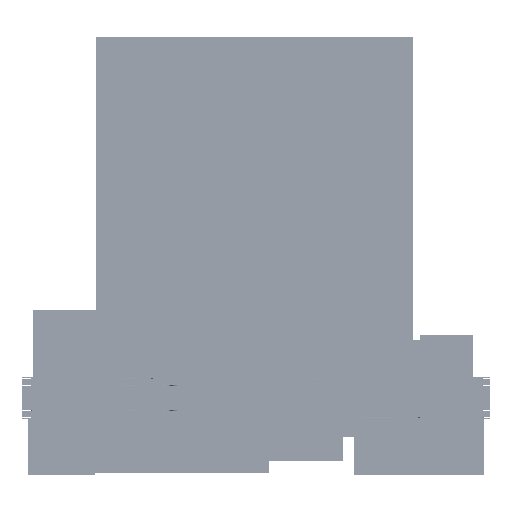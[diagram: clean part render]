
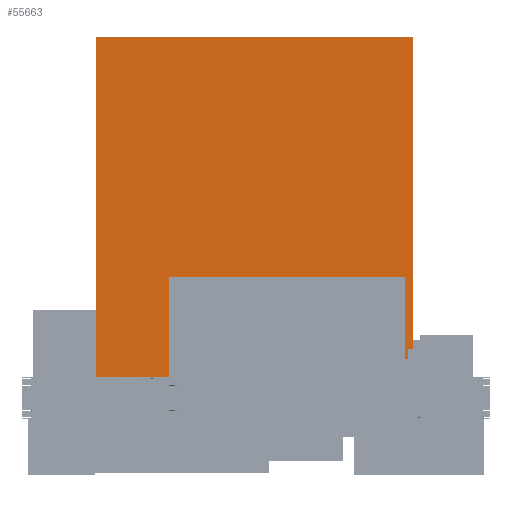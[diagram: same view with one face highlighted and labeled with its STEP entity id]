
A CAD part, left-side view. The second image highlights one B-rep face of the part: STEP entity #55663.
In plain terms, the highlighted planar face has unit normal (-1, 0, 0).
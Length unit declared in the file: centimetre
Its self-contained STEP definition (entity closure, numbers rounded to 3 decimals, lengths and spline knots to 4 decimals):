
#11447 = VECTOR ( 'NONE', #141062, 100. ) ;
#16234 = VERTEX_POINT ( 'NONE', #175620 ) ;
#28044 = DIRECTION ( 'NONE',  ( 0., 1., 0. ) ) ;
#31286 = ORIENTED_EDGE ( 'NONE', *, *, #153721, .F. ) ;
#36015 = CARTESIAN_POINT ( 'NONE',  ( -0.0533, 7.1501, 0. ) ) ;
#44207 = CARTESIAN_POINT ( 'NONE',  ( -0.0533, 7.1501, 0. ) ) ;
#44432 = EDGE_LOOP ( 'NONE', ( #125255, #31286, #66329, #188370 ) ) ;
#55663 = ADVANCED_FACE ( 'NONE', ( #229817 ), #114182, .F. ) ;
#62507 = CARTESIAN_POINT ( 'NONE',  ( -0.0533, 7.1501, 0. ) ) ;
#66329 = ORIENTED_EDGE ( 'NONE', *, *, #160975, .T. ) ;
#83981 = CARTESIAN_POINT ( 'NONE',  ( -0.0533, 7.1501, 1.015 ) ) ;
#85009 = VECTOR ( 'NONE', #204866, 100. ) ;
#94347 = DIRECTION ( 'NONE',  ( 0., 0., -1. ) ) ;
#98007 = DIRECTION ( 'NONE',  ( 1., 0., 0. ) ) ;
#112697 = CARTESIAN_POINT ( 'NONE',  ( -0.0533, 8.0924, 0. ) ) ;
#114178 = VECTOR ( 'NONE', #115365, 100. ) ;
#114182 = PLANE ( 'NONE',  #132923 ) ;
#115365 = DIRECTION ( 'NONE',  ( 0., 0., 1. ) ) ;
#125255 = ORIENTED_EDGE ( 'NONE', *, *, #233561, .F. ) ;
#132038 = VECTOR ( 'NONE', #28044, 100. ) ;
#132923 = AXIS2_PLACEMENT_3D ( 'NONE', #36015, #98007, #94347 ) ;
#139154 = VERTEX_POINT ( 'NONE', #112697 ) ;
#139833 = LINE ( 'NONE', #215700, #132038 ) ;
#141062 = DIRECTION ( 'NONE',  ( 0., 0., 1. ) ) ;
#142232 = EDGE_CURVE ( 'NONE', #16234, #241607, #242235, .T. ) ;
#153721 = EDGE_CURVE ( 'NONE', #171240, #139154, #139833, .T. ) ;
#160975 = EDGE_CURVE ( 'NONE', #171240, #241607, #233144, .T. ) ;
#171240 = VERTEX_POINT ( 'NONE', #62507 ) ;
#175620 = CARTESIAN_POINT ( 'NONE',  ( -0.0533, 8.0924, 1.015 ) ) ;
#188370 = ORIENTED_EDGE ( 'NONE', *, *, #142232, .F. ) ;
#204866 = DIRECTION ( 'NONE',  ( 0., -1., 0. ) ) ;
#215700 = CARTESIAN_POINT ( 'NONE',  ( -0.0533, 7.1501, 0. ) ) ;
#223687 = LINE ( 'NONE', #244760, #114178 ) ;
#229817 = FACE_OUTER_BOUND ( 'NONE', #44432, .T. ) ;
#233144 = LINE ( 'NONE', #44207, #11447 ) ;
#233561 = EDGE_CURVE ( 'NONE', #139154, #16234, #223687, .T. ) ;
#239785 = CARTESIAN_POINT ( 'NONE',  ( -0.0533, 7.6213, 1.015 ) ) ;
#241607 = VERTEX_POINT ( 'NONE', #83981 ) ;
#242235 = LINE ( 'NONE', #239785, #85009 ) ;
#244760 = CARTESIAN_POINT ( 'NONE',  ( -0.0533, 8.0924, 0. ) ) ;
